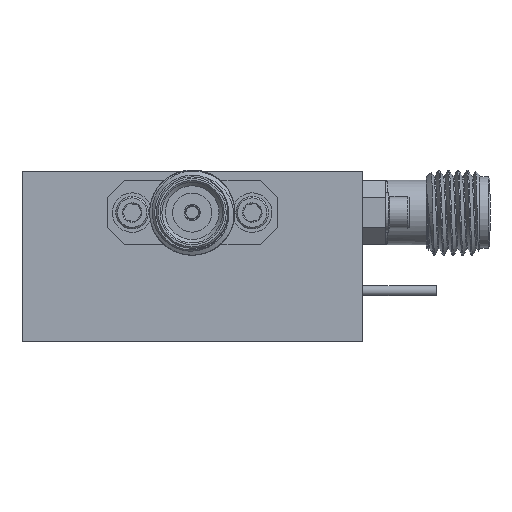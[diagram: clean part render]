
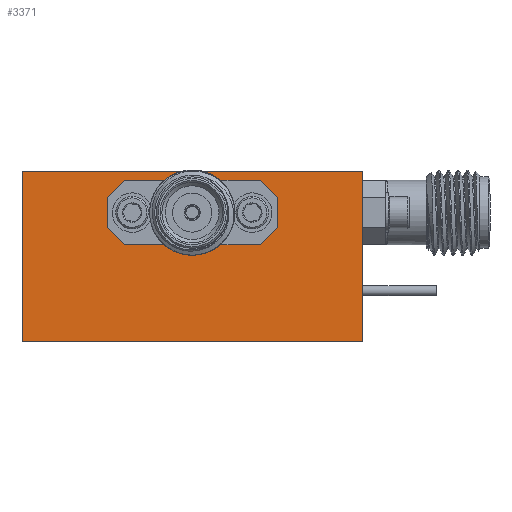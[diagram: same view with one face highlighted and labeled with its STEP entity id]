
A CAD part, left-side view. The second image highlights one B-rep face of the part: STEP entity #3371.
In plain terms, the highlighted planar face has unit normal (-1, 0, 0).
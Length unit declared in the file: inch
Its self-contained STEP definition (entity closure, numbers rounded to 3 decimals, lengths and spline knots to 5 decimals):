
#246 = LINE ( 'NONE', #27081, #3396 ) ;
#530 = VERTEX_POINT ( 'NONE', #23494 ) ;
#544 = CARTESIAN_POINT ( 'NONE',  ( -0.5, -0.5, 0.25 ) ) ;
#726 = CARTESIAN_POINT ( 'NONE',  ( -0.5, -0.1475, 0.2775 ) ) ;
#825 = FACE_OUTER_BOUND ( 'NONE', #22217, .T. ) ;
#1532 = DIRECTION ( 'NONE',  ( 0., 0., -1. ) ) ;
#1654 = VERTEX_POINT ( 'NONE', #14831 ) ;
#1819 = EDGE_CURVE ( 'NONE', #16917, #5718, #25638, .T. ) ;
#1870 = VECTOR ( 'NONE', #5280, 39.37008 ) ;
#2280 = EDGE_CURVE ( 'NONE', #2707, #9242, #9631, .T. ) ;
#2530 = CARTESIAN_POINT ( 'NONE',  ( -0.5, -0.2, 0.035 ) ) ;
#2578 = EDGE_CURVE ( 'NONE', #12157, #5718, #20271, .T. ) ;
#2707 = VERTEX_POINT ( 'NONE', #20796 ) ;
#3040 = ORIENTED_EDGE ( 'NONE', *, *, #23800, .F. ) ;
#3195 = CARTESIAN_POINT ( 'NONE',  ( -0.5, -0.25, 0.035 ) ) ;
#3223 = VECTOR ( 'NONE', #11785, 39.37008 ) ;
#3371 = ADVANCED_FACE ( 'NONE', ( #825, #7099 ), #19282, .F. ) ;
#3396 = VECTOR ( 'NONE', #16914, 39.37008 ) ;
#4523 = LINE ( 'NONE', #21204, #9633 ) ;
#4707 = CARTESIAN_POINT ( 'NONE',  ( -0.5, 0.2, 0.225 ) ) ;
#5067 = EDGE_CURVE ( 'NONE', #530, #1654, #6023, .T. ) ;
#5124 = ORIENTED_EDGE ( 'NONE', *, *, #19362, .F. ) ;
#5280 = DIRECTION ( 'NONE',  ( 0., -0.707, 0.707 ) ) ;
#5718 = VERTEX_POINT ( 'NONE', #8966 ) ;
#6023 = LINE ( 'NONE', #10392, #7605 ) ;
#6831 = DIRECTION ( 'NONE',  ( 0., 1., 0. ) ) ;
#6977 = DIRECTION ( 'NONE',  ( 0., 0., -1. ) ) ;
#7099 = FACE_BOUND ( 'NONE', #17028, .T. ) ;
#7605 = VECTOR ( 'NONE', #1532, 39.37008 ) ;
#7907 = LINE ( 'NONE', #20109, #18633 ) ;
#7934 = DIRECTION ( 'NONE',  ( 0., -1., 0. ) ) ;
#8442 = LINE ( 'NONE', #16513, #13802 ) ;
#8837 = VERTEX_POINT ( 'NONE', #20779 ) ;
#8966 = CARTESIAN_POINT ( 'NONE',  ( -0.5, -0.25, 0.175 ) ) ;
#9242 = VERTEX_POINT ( 'NONE', #4707 ) ;
#9334 = VERTEX_POINT ( 'NONE', #2530 ) ;
#9631 = LINE ( 'NONE', #16179, #1870 ) ;
#9633 = VECTOR ( 'NONE', #18868, 39.37008 ) ;
#9743 = EDGE_CURVE ( 'NONE', #16689, #1654, #7907, .T. ) ;
#9863 = VERTEX_POINT ( 'NONE', #14067 ) ;
#10003 = EDGE_CURVE ( 'NONE', #8837, #14273, #246, .T. ) ;
#10392 = CARTESIAN_POINT ( 'NONE',  ( -0.5, -0.5, 0.25 ) ) ;
#10467 = CARTESIAN_POINT ( 'NONE',  ( -0.5, 0.25, 0.035 ) ) ;
#10525 = ORIENTED_EDGE ( 'NONE', *, *, #18626, .F. ) ;
#11059 = AXIS2_PLACEMENT_3D ( 'NONE', #544, #25597, #6831 ) ;
#11075 = CARTESIAN_POINT ( 'NONE',  ( -0.5, 0.5, 0.25 ) ) ;
#11774 = EDGE_CURVE ( 'NONE', #8837, #9334, #12933, .T. ) ;
#11785 = DIRECTION ( 'NONE',  ( 0., 0., 1. ) ) ;
#12157 = VERTEX_POINT ( 'NONE', #26992 ) ;
#12274 = VECTOR ( 'NONE', #6977, 39.37008 ) ;
#12664 = ORIENTED_EDGE ( 'NONE', *, *, #11774, .F. ) ;
#12667 = VECTOR ( 'NONE', #21485, 39.37008 ) ;
#12933 = LINE ( 'NONE', #10467, #19340 ) ;
#13802 = VECTOR ( 'NONE', #25163, 39.37008 ) ;
#14067 = CARTESIAN_POINT ( 'NONE',  ( -0.5, 0.5, 0.25 ) ) ;
#14273 = VERTEX_POINT ( 'NONE', #16347 ) ;
#14831 = CARTESIAN_POINT ( 'NONE',  ( -0.5, -0.5, -0.25 ) ) ;
#15464 = ORIENTED_EDGE ( 'NONE', *, *, #2578, .F. ) ;
#16179 = CARTESIAN_POINT ( 'NONE',  ( -0.5, 0.1475, 0.2775 ) ) ;
#16347 = CARTESIAN_POINT ( 'NONE',  ( -0.5, 0.25, 0.085 ) ) ;
#16513 = CARTESIAN_POINT ( 'NONE',  ( -0.5, -0.1475, -0.0175 ) ) ;
#16689 = VERTEX_POINT ( 'NONE', #19315 ) ;
#16914 = DIRECTION ( 'NONE',  ( 0., 0.707, 0.707 ) ) ;
#16917 = VERTEX_POINT ( 'NONE', #17919 ) ;
#16963 = LINE ( 'NONE', #25338, #12667 ) ;
#17028 = EDGE_LOOP ( 'NONE', ( #5124, #24172, #10525, #23402, #15464, #21951, #12664, #24183 ) ) ;
#17166 = ORIENTED_EDGE ( 'NONE', *, *, #20230, .T. ) ;
#17219 = LINE ( 'NONE', #11075, #12274 ) ;
#17919 = CARTESIAN_POINT ( 'NONE',  ( -0.5, -0.2, 0.225 ) ) ;
#18626 = EDGE_CURVE ( 'NONE', #16917, #9242, #16963, .T. ) ;
#18633 = VECTOR ( 'NONE', #26818, 39.37008 ) ;
#18868 = DIRECTION ( 'NONE',  ( 0., 0., -1. ) ) ;
#19282 = PLANE ( 'NONE',  #11059 ) ;
#19315 = CARTESIAN_POINT ( 'NONE',  ( -0.5, 0.5, -0.25 ) ) ;
#19340 = VECTOR ( 'NONE', #23193, 39.37008 ) ;
#19362 = EDGE_CURVE ( 'NONE', #2707, #14273, #4523, .T. ) ;
#20109 = CARTESIAN_POINT ( 'NONE',  ( -0.5, -0.5, -0.25 ) ) ;
#20230 = EDGE_CURVE ( 'NONE', #9863, #16689, #17219, .T. ) ;
#20271 = LINE ( 'NONE', #3195, #3223 ) ;
#20314 = VECTOR ( 'NONE', #7934, 39.37008 ) ;
#20779 = CARTESIAN_POINT ( 'NONE',  ( -0.5, 0.2, 0.035 ) ) ;
#20796 = CARTESIAN_POINT ( 'NONE',  ( -0.5, 0.25, 0.175 ) ) ;
#21204 = CARTESIAN_POINT ( 'NONE',  ( -0.5, 0.25, 0.035 ) ) ;
#21485 = DIRECTION ( 'NONE',  ( 0., 1., 0. ) ) ;
#21951 = ORIENTED_EDGE ( 'NONE', *, *, #26096, .T. ) ;
#22217 = EDGE_LOOP ( 'NONE', ( #24412, #22731, #3040, #17166 ) ) ;
#22731 = ORIENTED_EDGE ( 'NONE', *, *, #5067, .F. ) ;
#23193 = DIRECTION ( 'NONE',  ( 0., -1., 0. ) ) ;
#23402 = ORIENTED_EDGE ( 'NONE', *, *, #1819, .T. ) ;
#23494 = CARTESIAN_POINT ( 'NONE',  ( -0.5, -0.5, 0.25 ) ) ;
#23800 = EDGE_CURVE ( 'NONE', #9863, #530, #26718, .T. ) ;
#24172 = ORIENTED_EDGE ( 'NONE', *, *, #2280, .T. ) ;
#24183 = ORIENTED_EDGE ( 'NONE', *, *, #10003, .T. ) ;
#24412 = ORIENTED_EDGE ( 'NONE', *, *, #9743, .T. ) ;
#24774 = CARTESIAN_POINT ( 'NONE',  ( -0.5, -0.5, 0.25 ) ) ;
#25163 = DIRECTION ( 'NONE',  ( 0., 0.707, -0.707 ) ) ;
#25338 = CARTESIAN_POINT ( 'NONE',  ( -0.5, 0.25, 0.225 ) ) ;
#25342 = VECTOR ( 'NONE', #25349, 39.37008 ) ;
#25349 = DIRECTION ( 'NONE',  ( 0., -0.707, -0.707 ) ) ;
#25597 = DIRECTION ( 'NONE',  ( 1., 0., 0. ) ) ;
#25638 = LINE ( 'NONE', #726, #25342 ) ;
#26096 = EDGE_CURVE ( 'NONE', #12157, #9334, #8442, .T. ) ;
#26718 = LINE ( 'NONE', #24774, #20314 ) ;
#26818 = DIRECTION ( 'NONE',  ( 0., -1., 0. ) ) ;
#26992 = CARTESIAN_POINT ( 'NONE',  ( -0.5, -0.25, 0.085 ) ) ;
#27081 = CARTESIAN_POINT ( 'NONE',  ( -0.5, 0.1475, -0.0175 ) ) ;
